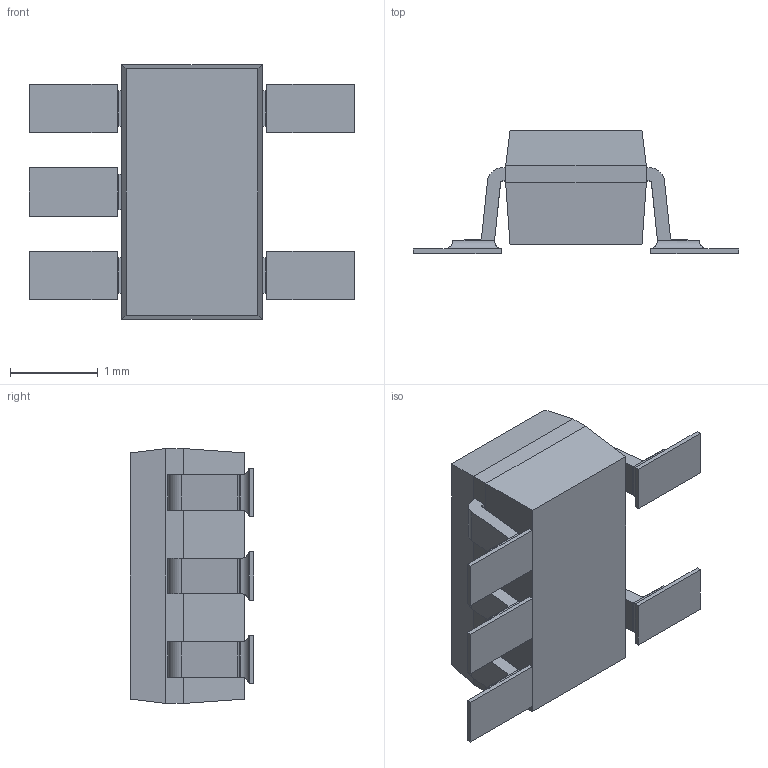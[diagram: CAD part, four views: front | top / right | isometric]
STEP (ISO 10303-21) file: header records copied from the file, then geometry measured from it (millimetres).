
FILE_DESCRIPTION (( 'STEP AP203' ), '1' );
FILE_NAME ('micro_lmv358.step', '2019-10-07T21:34:04', ( '' ), ( '' ), 'SwSTEP 2.0', 'SolidWorks 2017', '' );
FILE_SCHEMA (( 'CONFIG_CONTROL_DESIGN' ));
Length unit declared in the file: millimetre
Products named in the file (1): micro_lmv358
Bounding box: 3.7 x 1.4 x 2.9 mm (x, y, z)
Volume: 6.3 mm3; surface area: 30.8 mm2
Topology: 1 solids, 1 shells, 124 faces, 323 edges, 206 vertices
Faces by surface type: plane 79, cylinder 45
Entity records: 4100 total; most frequent: CARTESIAN_POINT 964, ORIENTED_EDGE 646, DIRECTION 623, EDGE_CURVE 323, VECTOR 233, LINE 233, VERTEX_POINT 206, AXIS2_PLACEMENT_3D 195
